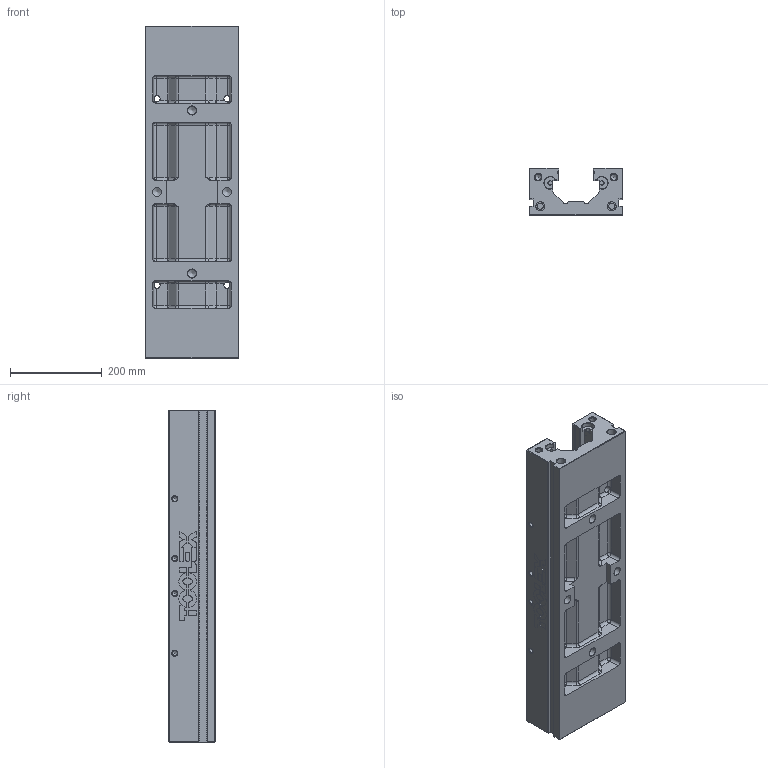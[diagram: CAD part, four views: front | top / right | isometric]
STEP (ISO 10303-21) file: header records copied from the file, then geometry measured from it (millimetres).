
FILE_DESCRIPTION(/* description */ (''),/* implementation_level */ '2;1');
FILE_NAME(/* name */ 'RWS8002.stp',/* time_stamp */ '2021-04-01T16:13:58-04:00',/* author */ ('slane'),/* organization */ (''),/* preprocessor_version */ 'ST-DEVELOPER v18',/* originating_system */ 'Autodesk Inventor 2020',/* authorisation */ '');
FILE_SCHEMA (('AUTOMOTIVE_DESIGN { 1 0 10303 214 3 1 1 }'));
Products named in the file (3): RWS8002; RWS8543; RWS4010T
Assembly tree (2 placements, depth 2):
  RWS8002
    RWS8543
    RWS4010T
Bounding box: 203.2 x 101.6 x 723.9 mm (x, y, z)
Volume: 8358685.2 mm3; surface area: 734180.7 mm2
Topology: 2 solids, 2 shells, 2085 faces, 5704 edges, 3751 vertices
Faces by surface type: plane 1194, bspline 524, cylinder 260, cone 59, sphere 32, torus 16
Full cylindrical faces by diameter (mm): 3.264 x2, 4.064 x2, 4.978 x1, 6.477 x1, 9.576 x4, 10.592 x8, 13.386 x6, 13.462 x4, 19.05 x4, 19.063 x4, 19.812 x4, 24.638 x2, 38.087 x2
Entity records: 68450 total; most frequent: CARTESIAN_POINT 18566, ORIENTED_EDGE 11306, DIRECTION 8381, EDGE_CURVE 5653, LINE 3905, VECTOR 3905, VERTEX_POINT 3751, EDGE_LOOP 2282
